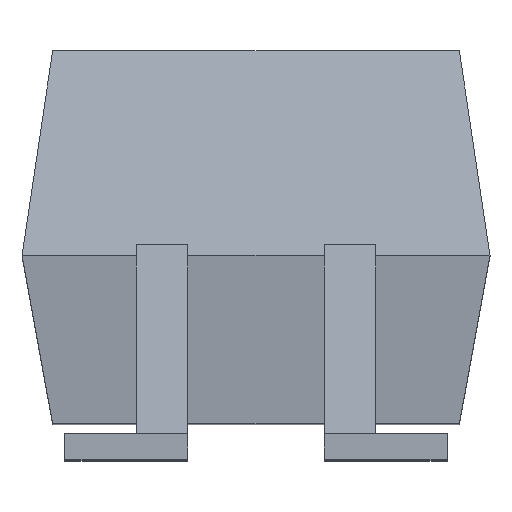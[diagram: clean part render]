
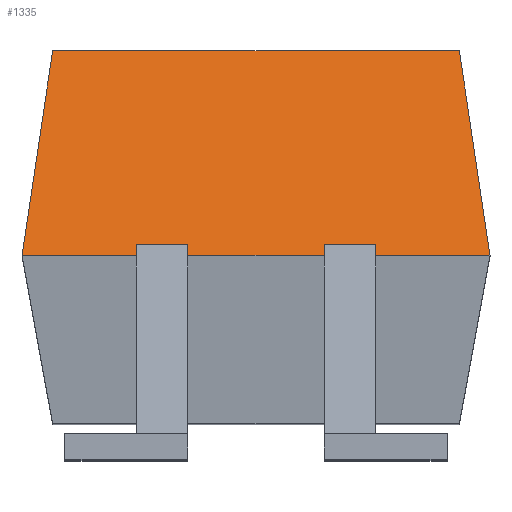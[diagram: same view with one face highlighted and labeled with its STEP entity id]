
A CAD part, top view. The second image highlights one B-rep face of the part: STEP entity #1335.
In plain terms, the highlighted planar face has unit normal (0, 0.283, 0.959).
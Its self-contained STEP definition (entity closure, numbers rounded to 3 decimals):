
#13 = ORIENTED_EDGE ( 'NONE', *, *, #496, .F. ) ;
#14 = EDGE_CURVE ( 'NONE', #175, #23, #443, .T. ) ;
#15 = EDGE_CURVE ( 'NONE', #24, #1467, #447, .T. ) ;
#23 = VERTEX_POINT ( 'NONE', #487 ) ;
#24 = VERTEX_POINT ( 'NONE', #488 ) ;
#25 = ORIENTED_EDGE ( 'NONE', *, *, #1595, .F. ) ;
#31 = EDGE_CURVE ( 'NONE', #298, #24, #506, .T. ) ;
#129 = EDGE_CURVE ( 'NONE', #1152, #900, #1073, .T. ) ;
#167 = ORIENTED_EDGE ( 'NONE', *, *, #1374, .F. ) ;
#175 = VERTEX_POINT ( 'NONE', #1248 ) ;
#241 = VERTEX_POINT ( 'NONE', #387 ) ;
#298 = VERTEX_POINT ( 'NONE', #642 ) ;
#336 = ORIENTED_EDGE ( 'NONE', *, *, #1411, .T. ) ;
#356 = EDGE_CURVE ( 'NONE', #1628, #454, #834, .T. ) ;
#367 = LINE ( 'NONE', #368, #369 ) ;
#368 = CARTESIAN_POINT ( 'NONE',  ( 3.56, 2., 3.2 ) ) ;
#369 = VECTOR ( 'NONE', #370, 1000. ) ;
#370 = DIRECTION ( 'NONE',  ( -1., 0., 0. ) ) ;
#387 = CARTESIAN_POINT ( 'NONE',  ( 0.6, 2., 3.2 ) ) ;
#443 = LINE ( 'NONE', #444, #445 ) ;
#444 = CARTESIAN_POINT ( 'NONE',  ( 2.44, 2.1, 3.171 ) ) ;
#445 = VECTOR ( 'NONE', #446, 1000. ) ;
#446 = DIRECTION ( 'NONE',  ( 0., -0.959, 0.283 ) ) ;
#447 = LINE ( 'NONE', #448, #449 ) ;
#448 = CARTESIAN_POINT ( 'NONE',  ( 0.1, 2.1, 3.171 ) ) ;
#449 = VECTOR ( 'NONE', #450, 1000. ) ;
#450 = DIRECTION ( 'NONE',  ( 0., -0.959, 0.283 ) ) ;
#454 = VERTEX_POINT ( 'NONE', #881 ) ;
#487 = CARTESIAN_POINT ( 'NONE',  ( 2.44, 2., 3.2 ) ) ;
#488 = CARTESIAN_POINT ( 'NONE',  ( 0.1, 2.1, 3.171 ) ) ;
#496 = EDGE_CURVE ( 'NONE', #576, #23, #917, .T. ) ;
#506 = LINE ( 'NONE', #507, #508 ) ;
#507 = CARTESIAN_POINT ( 'NONE',  ( 3.56, 2.1, 3.171 ) ) ;
#508 = VECTOR ( 'NONE', #509, 1000. ) ;
#509 = DIRECTION ( 'NONE',  ( -1., 0., 0. ) ) ;
#576 = VERTEX_POINT ( 'NONE', #976 ) ;
#642 = CARTESIAN_POINT ( 'NONE',  ( 0.6, 2.1, 3.171 ) ) ;
#834 = LINE ( 'NONE', #835, #836 ) ;
#835 = CARTESIAN_POINT ( 'NONE',  ( -0.633, 4.579, 2.439 ) ) ;
#836 = VECTOR ( 'NONE', #837, 1000. ) ;
#837 = DIRECTION ( 'NONE',  ( -0.142, -0.949, 0.28 ) ) ;
#881 = CARTESIAN_POINT ( 'NONE',  ( -1.02, 2., 3.2 ) ) ;
#900 = VERTEX_POINT ( 'NONE', #1127 ) ;
#917 = LINE ( 'NONE', #918, #919 ) ;
#918 = CARTESIAN_POINT ( 'NONE',  ( 3.56, 2., 3.2 ) ) ;
#919 = VECTOR ( 'NONE', #920, 1000. ) ;
#920 = DIRECTION ( 'NONE',  ( -1., 0., 0. ) ) ;
#976 = CARTESIAN_POINT ( 'NONE',  ( 3.56, 2., 3.2 ) ) ;
#1073 = LINE ( 'NONE', #1074, #1075 ) ;
#1074 = CARTESIAN_POINT ( 'NONE',  ( 1.94, 4., 2.61 ) ) ;
#1075 = VECTOR ( 'NONE', #1076, 1000. ) ;
#1076 = DIRECTION ( 'NONE',  ( 0., -0.959, 0.283 ) ) ;
#1127 = CARTESIAN_POINT ( 'NONE',  ( 1.94, 2., 3.2 ) ) ;
#1152 = VERTEX_POINT ( 'NONE', #1233 ) ;
#1233 = CARTESIAN_POINT ( 'NONE',  ( 1.94, 2.1, 3.171 ) ) ;
#1248 = CARTESIAN_POINT ( 'NONE',  ( 2.44, 2.1, 3.171 ) ) ;
#1295 = FACE_OUTER_BOUND ( 'NONE', #1575, .T. ) ;
#1296 = PLANE ( 'NONE',  #1297 ) ;
#1297 = AXIS2_PLACEMENT_3D ( 'NONE', #1300, #1301, #1302 ) ;
#1300 = CARTESIAN_POINT ( 'NONE',  ( 3.56, 4., 2.61 ) ) ;
#1301 = DIRECTION ( 'NONE',  ( 0., -0.283, -0.959 ) ) ;
#1302 = DIRECTION ( 'NONE',  ( 0., 0.959, -0.283 ) ) ;
#1321 = LINE ( 'NONE', #1322, #1323 ) ;
#1322 = CARTESIAN_POINT ( 'NONE',  ( 3.56, 2., 3.2 ) ) ;
#1323 = VECTOR ( 'NONE', #1324, 1000. ) ;
#1324 = DIRECTION ( 'NONE',  ( -1., 0., 0. ) ) ;
#1333 = LINE ( 'NONE', #1334, #1337 ) ;
#1334 = CARTESIAN_POINT ( 'NONE',  ( 3.266, 3.959, 2.622 ) ) ;
#1335 = ADVANCED_FACE ( 'NONE', ( #1295 ), #1296, .F. ) ;
#1337 = VECTOR ( 'NONE', #1338, 1000. ) ;
#1338 = DIRECTION ( 'NONE',  ( -0.142, 0.949, -0.28 ) ) ;
#1351 = LINE ( 'NONE', #1352, #1357 ) ;
#1352 = CARTESIAN_POINT ( 'NONE',  ( 3.56, 2.1, 3.171 ) ) ;
#1357 = VECTOR ( 'NONE', #1358, 1000. ) ;
#1358 = DIRECTION ( 'NONE',  ( 1., 0., 0. ) ) ;
#1374 = EDGE_CURVE ( 'NONE', #1467, #454, #1321, .T. ) ;
#1388 = CARTESIAN_POINT ( 'NONE',  ( 3.26, 4., 2.61 ) ) ;
#1392 = EDGE_CURVE ( 'NONE', #576, #1465, #1333, .T. ) ;
#1400 = CARTESIAN_POINT ( 'NONE',  ( 0.1, 2., 3.2 ) ) ;
#1411 = EDGE_CURVE ( 'NONE', #1152, #175, #1351, .T. ) ;
#1444 = LINE ( 'NONE', #1445, #1446 ) ;
#1445 = CARTESIAN_POINT ( 'NONE',  ( 3.56, 4., 2.61 ) ) ;
#1446 = VECTOR ( 'NONE', #1449, 1000. ) ;
#1447 = ORIENTED_EDGE ( 'NONE', *, *, #15, .F. ) ;
#1449 = DIRECTION ( 'NONE',  ( -1., 0., 0. ) ) ;
#1450 = LINE ( 'NONE', #1451, #1452 ) ;
#1451 = CARTESIAN_POINT ( 'NONE',  ( 0.6, 4., 2.61 ) ) ;
#1452 = VECTOR ( 'NONE', #1453, 1000. ) ;
#1453 = DIRECTION ( 'NONE',  ( 0., 0.959, -0.283 ) ) ;
#1465 = VERTEX_POINT ( 'NONE', #1388 ) ;
#1467 = VERTEX_POINT ( 'NONE', #1400 ) ;
#1490 = CARTESIAN_POINT ( 'NONE',  ( -0.72, 4., 2.61 ) ) ;
#1573 = ORIENTED_EDGE ( 'NONE', *, *, #1392, .T. ) ;
#1575 = EDGE_LOOP ( 'NONE', ( #1702, #336, #1679, #13, #1573, #1714, #1630, #167, #1447, #1654, #25, #1645 ) ) ;
#1592 = EDGE_CURVE ( 'NONE', #1465, #1628, #1444, .T. ) ;
#1595 = EDGE_CURVE ( 'NONE', #241, #298, #1450, .T. ) ;
#1628 = VERTEX_POINT ( 'NONE', #1490 ) ;
#1630 = ORIENTED_EDGE ( 'NONE', *, *, #356, .T. ) ;
#1635 = EDGE_CURVE ( 'NONE', #900, #241, #367, .T. ) ;
#1645 = ORIENTED_EDGE ( 'NONE', *, *, #1635, .F. ) ;
#1654 = ORIENTED_EDGE ( 'NONE', *, *, #31, .F. ) ;
#1679 = ORIENTED_EDGE ( 'NONE', *, *, #14, .T. ) ;
#1702 = ORIENTED_EDGE ( 'NONE', *, *, #129, .F. ) ;
#1714 = ORIENTED_EDGE ( 'NONE', *, *, #1592, .T. ) ;
